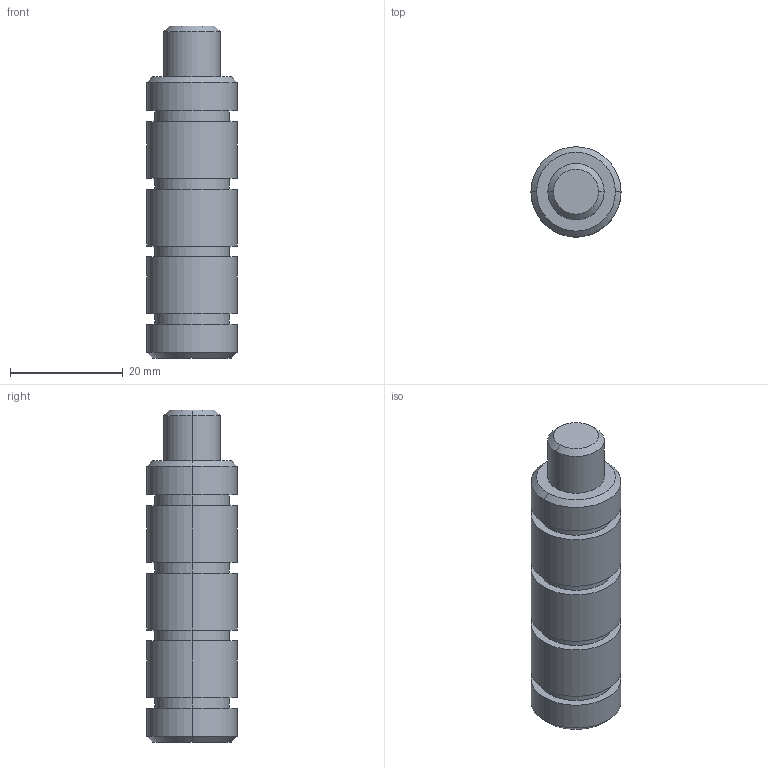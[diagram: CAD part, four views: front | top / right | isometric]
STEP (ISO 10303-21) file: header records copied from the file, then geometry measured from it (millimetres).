
FILE_DESCRIPTION(('STEP AP214'),'1');
FILE_NAME('160649.1.STP','2011-09-21T11:42:00',(' '),(' '),'Spatial InterOp 3D',' ',' ');
FILE_SCHEMA(('automotive_design'));
Length unit declared in the file: millimetre
Products named in the file (1): Zylinder
Bounding box: 16 x 16 x 59 mm (x, y, z)
Volume: 9014.2 mm3; surface area: 4017.9 mm2
Topology: 1 solids, 1 shells, 42 faces, 82 edges, 52 vertices
Faces by surface type: cylinder 22, plane 12, cone 8
Entity records: 1454 total; most frequent: DIRECTION 220, CARTESIAN_POINT 177, ORIENTED_EDGE 164, AXIS2_PLACEMENT_3D 95, EDGE_CURVE 82, EDGE_LOOP 52, VERTEX_POINT 52, CIRCLE 52
